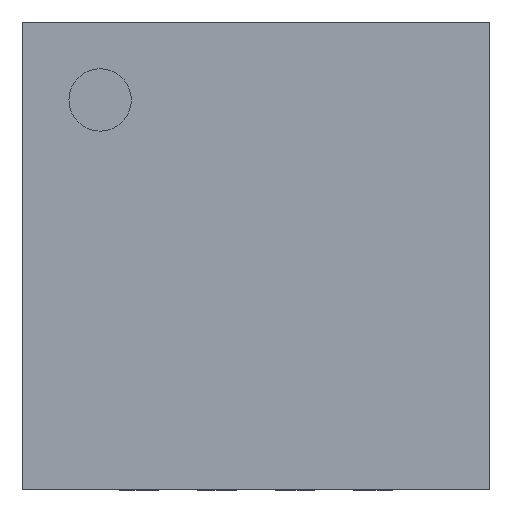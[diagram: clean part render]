
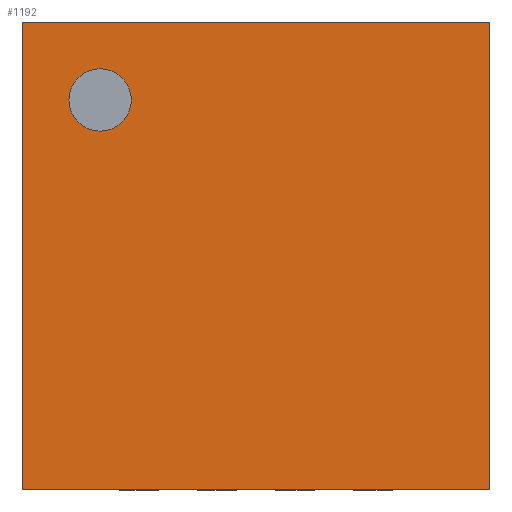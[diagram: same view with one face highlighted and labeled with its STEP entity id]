
A CAD part, top view. The second image highlights one B-rep face of the part: STEP entity #1192.
In plain terms, the highlighted planar face has unit normal (0, 0, 1).
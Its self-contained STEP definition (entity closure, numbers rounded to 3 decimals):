
#35 = VERTEX_POINT('',#36);
#36 = CARTESIAN_POINT('',(-1.,1.2,0.9));
#42 = EDGE_CURVE('',#43,#35,#45,.T.);
#43 = VERTEX_POINT('',#44);
#44 = CARTESIAN_POINT('',(-1.,0.8,0.9));
#45 = CIRCLE('',#46,0.2);
#46 = AXIS2_PLACEMENT_3D('',#47,#48,#49);
#47 = CARTESIAN_POINT('',(-1.,1.,0.9));
#48 = DIRECTION('',(0.,-0.,1.));
#49 = DIRECTION('',(0.,1.,0.));
#811 = VERTEX_POINT('',#812);
#812 = CARTESIAN_POINT('',(-1.5,1.5,0.9));
#818 = EDGE_CURVE('',#819,#811,#821,.T.);
#819 = VERTEX_POINT('',#820);
#820 = CARTESIAN_POINT('',(1.5,1.5,0.9));
#821 = LINE('',#822,#823);
#822 = CARTESIAN_POINT('',(-1.5,1.5,0.9));
#823 = VECTOR('',#824,1.);
#824 = DIRECTION('',(-1.,0.,0.));
#934 = VERTEX_POINT('',#935);
#935 = CARTESIAN_POINT('',(1.5,-1.5,0.9));
#941 = EDGE_CURVE('',#942,#934,#944,.T.);
#942 = VERTEX_POINT('',#943);
#943 = CARTESIAN_POINT('',(-1.5,-1.5,0.9));
#944 = LINE('',#945,#946);
#945 = CARTESIAN_POINT('',(-1.5,-1.5,0.9));
#946 = VECTOR('',#947,1.);
#947 = DIRECTION('',(1.,0.,0.));
#1057 = EDGE_CURVE('',#934,#819,#1058,.T.);
#1058 = LINE('',#1059,#1060);
#1059 = CARTESIAN_POINT('',(1.5,-1.5,0.9));
#1060 = VECTOR('',#1061,1.);
#1061 = DIRECTION('',(0.,1.,0.));
#1143 = EDGE_CURVE('',#811,#942,#1144,.T.);
#1144 = LINE('',#1145,#1146);
#1145 = CARTESIAN_POINT('',(-1.5,-1.5,0.9));
#1146 = VECTOR('',#1147,1.);
#1147 = DIRECTION('',(0.,-1.,-0.));
#1192 = ADVANCED_FACE('',(#1193,#1203),#1209,.T.);
#1193 = FACE_BOUND('',#1194,.T.);
#1194 = EDGE_LOOP('',(#1195,#1202));
#1195 = ORIENTED_EDGE('',*,*,#1196,.F.);
#1196 = EDGE_CURVE('',#35,#43,#1197,.T.);
#1197 = CIRCLE('',#1198,0.2);
#1198 = AXIS2_PLACEMENT_3D('',#1199,#1200,#1201);
#1199 = CARTESIAN_POINT('',(-1.,1.,0.9));
#1200 = DIRECTION('',(0.,-0.,1.));
#1201 = DIRECTION('',(0.,1.,0.));
#1202 = ORIENTED_EDGE('',*,*,#42,.F.);
#1203 = FACE_BOUND('',#1204,.T.);
#1204 = EDGE_LOOP('',(#1205,#1206,#1207,#1208));
#1205 = ORIENTED_EDGE('',*,*,#941,.T.);
#1206 = ORIENTED_EDGE('',*,*,#1057,.T.);
#1207 = ORIENTED_EDGE('',*,*,#818,.T.);
#1208 = ORIENTED_EDGE('',*,*,#1143,.T.);
#1209 = PLANE('',#1210);
#1210 = AXIS2_PLACEMENT_3D('',#1211,#1212,#1213);
#1211 = CARTESIAN_POINT('',(1.5,-1.5,0.9));
#1212 = DIRECTION('',(0.,0.,1.));
#1213 = DIRECTION('',(0.,1.,0.));
